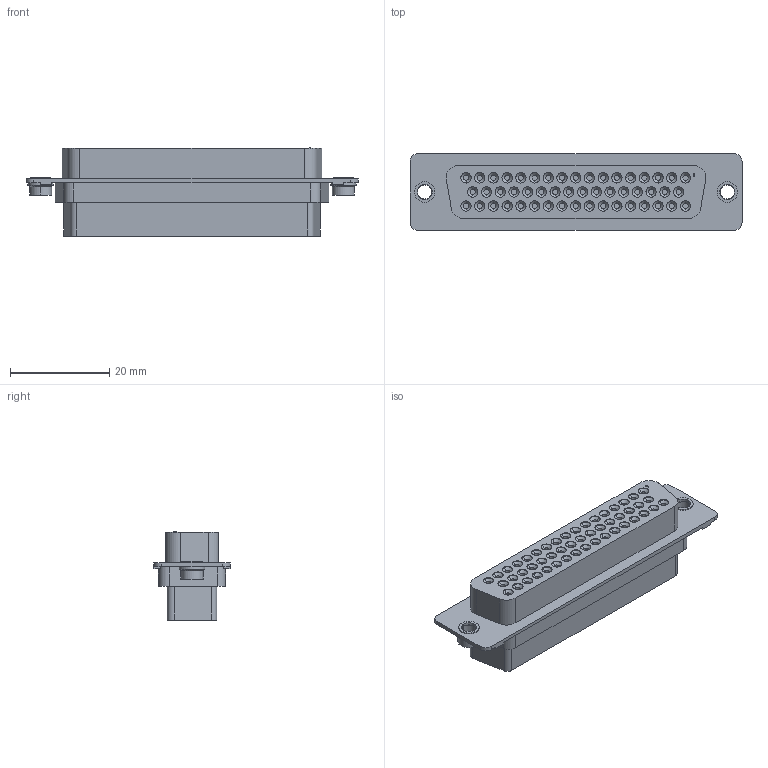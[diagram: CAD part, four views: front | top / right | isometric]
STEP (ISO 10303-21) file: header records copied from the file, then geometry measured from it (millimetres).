
FILE_DESCRIPTION (( 'STEP AP214' ), '1' );
FILE_NAME ('5745884-2.STEP', '2023-03-12T17:42:41', ( '' ), ( '' ), 'SwSTEP 2.0', 'SolidWorks 2021', '' );
FILE_SCHEMA (( 'AUTOMOTIVE_DESIGN' ));
Length unit declared in the file: millimetre
Products named in the file (1): 5745884-2
Bounding box: 67.01 x 15.39 x 17.82 mm (x, y, z)
Volume: 10250.7 mm3; surface area: 4892.7 mm2
Topology: 1 solids, 1 shells, 593 faces, 1235 edges, 754 vertices
Faces by surface type: cylinder 338, plane 151, cone 104
Entity records: 15843 total; most frequent: DIRECTION 3099, CARTESIAN_POINT 2583, ORIENTED_EDGE 2470, AXIS2_PLACEMENT_3D 1270, EDGE_CURVE 1235, VERTEX_POINT 754, EDGE_LOOP 707, CIRCLE 676
